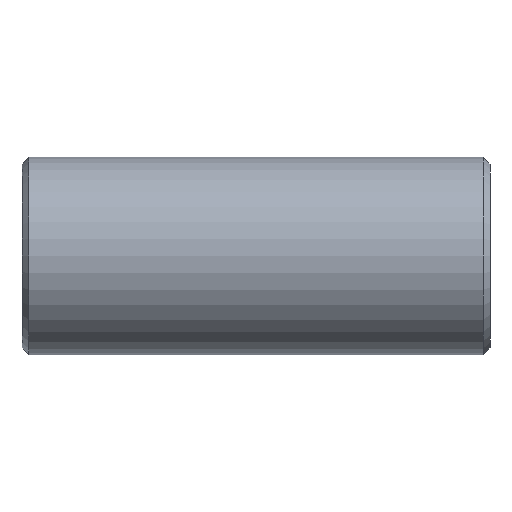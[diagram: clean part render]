
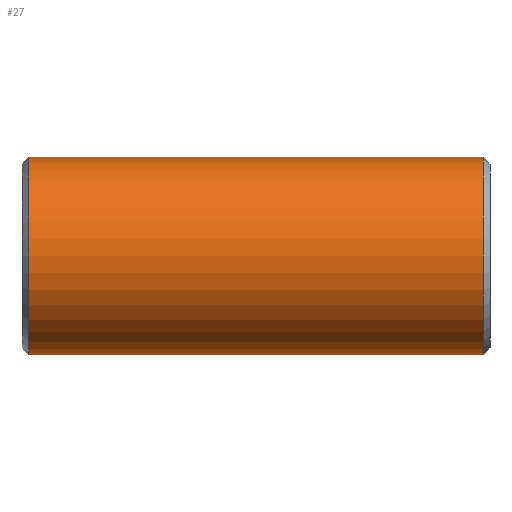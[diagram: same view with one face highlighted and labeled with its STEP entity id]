
A CAD part, front view. The second image highlights one B-rep face of the part: STEP entity #27.
In plain terms, the highlighted cylindrical face has radius 24.13 mm (diameter 48.26 mm), a partial arc.
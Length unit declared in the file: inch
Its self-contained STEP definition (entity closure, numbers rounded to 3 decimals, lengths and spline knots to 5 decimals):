
#3 = ORIENTED_EDGE ( 'NONE', *, *, #284, .T. ) ;
#18 = DIRECTION ( 'NONE',  ( -1., 0., 0. ) ) ;
#27 = ADVANCED_FACE ( 'NONE', ( #163 ), #264, .T. ) ;
#30 = CARTESIAN_POINT ( 'NONE',  ( 2.25, 0., -0.95 ) ) ;
#45 = DIRECTION ( 'NONE',  ( 1., 0., 0. ) ) ;
#49 = LINE ( 'NONE', #472, #242 ) ;
#67 = VERTEX_POINT ( 'NONE', #552 ) ;
#73 = DIRECTION ( 'NONE',  ( 0., 0., 1. ) ) ;
#83 = CARTESIAN_POINT ( 'NONE',  ( 2.18333, 0., 0. ) ) ;
#90 = CARTESIAN_POINT ( 'NONE',  ( -2.18333, 0., 0. ) ) ;
#95 = DIRECTION ( 'NONE',  ( 0., 0., 1. ) ) ;
#106 = AXIS2_PLACEMENT_3D ( 'NONE', #83, #190, #376 ) ;
#127 = ORIENTED_EDGE ( 'NONE', *, *, #202, .T. ) ;
#142 = CARTESIAN_POINT ( 'NONE',  ( 0., 0., -0.95 ) ) ;
#145 = AXIS2_PLACEMENT_3D ( 'NONE', #90, #45, #95 ) ;
#150 = EDGE_LOOP ( 'NONE', ( #532, #127, #3, #226, #260, #167 ) ) ;
#163 = FACE_OUTER_BOUND ( 'NONE', #150, .T. ) ;
#166 = EDGE_CURVE ( 'NONE', #477, #67, #49, .T. ) ;
#167 = ORIENTED_EDGE ( 'NONE', *, *, #455, .F. ) ;
#175 = CIRCLE ( 'NONE', #145, 0.95 ) ;
#178 = CARTESIAN_POINT ( 'NONE',  ( 2.18333, 0., 0.95 ) ) ;
#190 = DIRECTION ( 'NONE',  ( -1., 0., 0. ) ) ;
#202 = EDGE_CURVE ( 'NONE', #214, #593, #549, .T. ) ;
#205 = VECTOR ( 'NONE', #18, 39.37008 ) ;
#208 = DIRECTION ( 'NONE',  ( -1., 0., 0. ) ) ;
#214 = VERTEX_POINT ( 'NONE', #545 ) ;
#220 = DIRECTION ( 'NONE',  ( -1., 0., 0. ) ) ;
#226 = ORIENTED_EDGE ( 'NONE', *, *, #166, .T. ) ;
#242 = VECTOR ( 'NONE', #463, 39.37008 ) ;
#251 = LINE ( 'NONE', #332, #252 ) ;
#252 = VECTOR ( 'NONE', #208, 39.37008 ) ;
#260 = ORIENTED_EDGE ( 'NONE', *, *, #587, .T. ) ;
#264 = CYLINDRICAL_SURFACE ( 'NONE', #346, 0.95 ) ;
#284 = EDGE_CURVE ( 'NONE', #593, #477, #251, .T. ) ;
#332 = CARTESIAN_POINT ( 'NONE',  ( 2.25, 0., 0.95 ) ) ;
#346 = AXIS2_PLACEMENT_3D ( 'NONE', #451, #220, #73 ) ;
#354 = EDGE_CURVE ( 'NONE', #214, #576, #438, .T. ) ;
#355 = LINE ( 'NONE', #30, #436 ) ;
#376 = DIRECTION ( 'NONE',  ( 0., 0., -1. ) ) ;
#386 = CARTESIAN_POINT ( 'NONE',  ( 2.25, 0., -0.95 ) ) ;
#436 = VECTOR ( 'NONE', #450, 39.37008 ) ;
#438 = LINE ( 'NONE', #386, #205 ) ;
#440 = VERTEX_POINT ( 'NONE', #441 ) ;
#441 = CARTESIAN_POINT ( 'NONE',  ( -2.18333, 0., -0.95 ) ) ;
#450 = DIRECTION ( 'NONE',  ( -1., 0., 0. ) ) ;
#451 = CARTESIAN_POINT ( 'NONE',  ( 2.25, 0., 0. ) ) ;
#455 = EDGE_CURVE ( 'NONE', #576, #440, #355, .T. ) ;
#463 = DIRECTION ( 'NONE',  ( -1., 0., 0. ) ) ;
#472 = CARTESIAN_POINT ( 'NONE',  ( 2.25, 0., 0.95 ) ) ;
#477 = VERTEX_POINT ( 'NONE', #577 ) ;
#532 = ORIENTED_EDGE ( 'NONE', *, *, #354, .F. ) ;
#545 = CARTESIAN_POINT ( 'NONE',  ( 2.18333, 0., -0.95 ) ) ;
#549 = CIRCLE ( 'NONE', #106, 0.95 ) ;
#552 = CARTESIAN_POINT ( 'NONE',  ( -2.18333, 0., 0.95 ) ) ;
#576 = VERTEX_POINT ( 'NONE', #142 ) ;
#577 = CARTESIAN_POINT ( 'NONE',  ( 0., 0., 0.95 ) ) ;
#587 = EDGE_CURVE ( 'NONE', #67, #440, #175, .T. ) ;
#593 = VERTEX_POINT ( 'NONE', #178 ) ;
